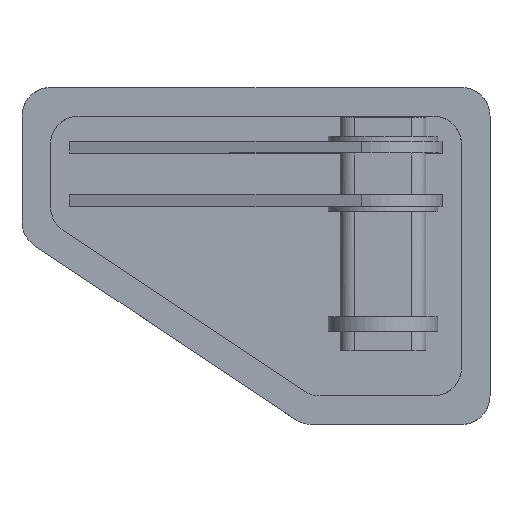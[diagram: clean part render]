
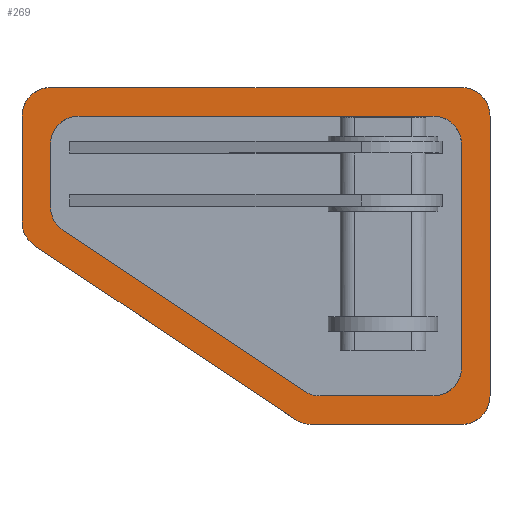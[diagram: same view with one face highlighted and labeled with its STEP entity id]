
A CAD part, top view. The second image highlights one B-rep face of the part: STEP entity #269.
In plain terms, the highlighted free-form (B-spline) face has degree [1, 1] with [2, 2] control points.
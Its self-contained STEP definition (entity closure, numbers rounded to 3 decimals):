
#24 = VERTEX_POINT('',#25);
#25 = CARTESIAN_POINT('',(790.13,560.701,33.3
    ));
#39 = VERTEX_POINT('',#40);
#40 = CARTESIAN_POINT('',(719.49,589.961,
    33.3));
#45 = EDGE_CURVE('',#39,#24,#46,.T.);
#46 = ( BOUNDED_CURVE() B_SPLINE_CURVE(2,(#47,#48,#49),.UNSPECIFIED.,.F.
,.F.) B_SPLINE_CURVE_WITH_KNOTS((3,3),(5.498,6.283),
.PIECEWISE_BEZIER_KNOTS.) CURVE() GEOMETRIC_REPRESENTATION_ITEM() 
RATIONAL_B_SPLINE_CURVE((1.,0.924,1.)) REPRESENTATION_ITEM('') 
  );
#47 = CARTESIAN_POINT('',(719.49,589.961,
    33.3));
#48 = CARTESIAN_POINT('',(760.87,589.961,
    33.3));
#49 = CARTESIAN_POINT('',(790.13,560.701,33.3
    ));
#64 = VERTEX_POINT('',#65);
#65 = CARTESIAN_POINT('',(790.13,-560.701,33.3
    ));
#79 = VERTEX_POINT('',#80);
#80 = CARTESIAN_POINT('',(819.39,-490.061,
    33.3));
#85 = EDGE_CURVE('',#79,#64,#86,.T.);
#86 = ( BOUNDED_CURVE() B_SPLINE_CURVE(2,(#87,#88,#89),.UNSPECIFIED.,.F.
,.F.) B_SPLINE_CURVE_WITH_KNOTS((3,3),(5.498,6.283),
.PIECEWISE_BEZIER_KNOTS.) CURVE() GEOMETRIC_REPRESENTATION_ITEM() 
RATIONAL_B_SPLINE_CURVE((1.,0.924,1.)) REPRESENTATION_ITEM('') 
  );
#87 = CARTESIAN_POINT('',(819.39,-490.061,
    33.3));
#88 = CARTESIAN_POINT('',(819.39,-531.441,
    33.3));
#89 = CARTESIAN_POINT('',(790.13,-560.701,33.3
    ));
#104 = VERTEX_POINT('',#105);
#105 = CARTESIAN_POINT('',(-807.569,71.877,
    33.3));
#119 = VERTEX_POINT('',#120);
#120 = CARTESIAN_POINT('',(-774.904,35.894,
    33.3));
#125 = EDGE_CURVE('',#119,#104,#126,.T.);
#126 = ( BOUNDED_CURVE() B_SPLINE_CURVE(2,(#127,#128,#129),
.UNSPECIFIED.,.F.,.F.) B_SPLINE_CURVE_WITH_KNOTS((3,3),(5.792,
6.283),.PIECEWISE_BEZIER_KNOTS.) CURVE() 
GEOMETRIC_REPRESENTATION_ITEM() RATIONAL_B_SPLINE_CURVE((1.,
0.97,1.)) REPRESENTATION_ITEM('') );
#127 = CARTESIAN_POINT('',(-774.904,35.894,
    33.3));
#128 = CARTESIAN_POINT('',(-795.748,49.79,
    33.3));
#129 = CARTESIAN_POINT('',(-807.569,71.877,
    33.3));
#144 = VERTEX_POINT('',#145);
#145 = CARTESIAN_POINT('',(-790.13,560.701,
    33.3));
#159 = VERTEX_POINT('',#160);
#160 = CARTESIAN_POINT('',(-819.39,490.061,
    33.3));
#165 = EDGE_CURVE('',#159,#144,#166,.T.);
#166 = ( BOUNDED_CURVE() B_SPLINE_CURVE(2,(#167,#168,#169),
.UNSPECIFIED.,.F.,.F.) B_SPLINE_CURVE_WITH_KNOTS((3,3),(5.498,
6.283),.PIECEWISE_BEZIER_KNOTS.) CURVE() 
GEOMETRIC_REPRESENTATION_ITEM() RATIONAL_B_SPLINE_CURVE((1.,
0.924,1.)) REPRESENTATION_ITEM('') );
#167 = CARTESIAN_POINT('',(-819.39,490.061,
    33.3));
#168 = CARTESIAN_POINT('',(-819.39,531.441,
    33.3));
#169 = CARTESIAN_POINT('',(-790.13,560.701,
    33.3));
#184 = VERTEX_POINT('',#185);
#185 = CARTESIAN_POINT('',(165.176,-585.674,
    33.3));
#199 = VERTEX_POINT('',#200);
#200 = CARTESIAN_POINT('',(194.125,-589.961,
    33.3));
#205 = EDGE_CURVE('',#199,#184,#206,.T.);
#206 = ( BOUNDED_CURVE() B_SPLINE_CURVE(2,(#207,#208,#209),
.UNSPECIFIED.,.F.,.F.) B_SPLINE_CURVE_WITH_KNOTS((3,3),(5.989,
6.283),.PIECEWISE_BEZIER_KNOTS.) CURVE() 
GEOMETRIC_REPRESENTATION_ITEM() RATIONAL_B_SPLINE_CURVE((1.,
0.989,1.)) REPRESENTATION_ITEM('') );
#207 = CARTESIAN_POINT('',(194.125,-589.961,
    33.3));
#208 = CARTESIAN_POINT('',(179.333,-589.961,
    33.3));
#209 = CARTESIAN_POINT('',(165.176,-585.674,
    33.3));
#222 = EDGE_CURVE('',#184,#223,#225,.T.);
#223 = VERTEX_POINT('',#224);
#224 = CARTESIAN_POINT('',(138.711,-573.183,
    33.3));
#225 = ( BOUNDED_CURVE() B_SPLINE_CURVE(2,(#226,#227,#228),
.UNSPECIFIED.,.F.,.F.) B_SPLINE_CURVE_WITH_KNOTS((3,3),(
0.,0.294),.PIECEWISE_BEZIER_KNOTS.) CURVE() 
GEOMETRIC_REPRESENTATION_ITEM() RATIONAL_B_SPLINE_CURVE((1.,
0.989,1.)) REPRESENTATION_ITEM('') );
#226 = CARTESIAN_POINT('',(165.176,-585.674,
    33.3));
#227 = CARTESIAN_POINT('',(151.018,-581.388,
    33.3));
#228 = CARTESIAN_POINT('',(138.711,-573.183,
    33.3));
#254 = EDGE_CURVE('',#223,#119,#255,.T.);
#255 = B_SPLINE_CURVE_WITH_KNOTS('',1,(#256,#257),.UNSPECIFIED.,.F.,.F.,
  (2,2),(0.,837.535),.PIECEWISE_BEZIER_KNOTS.);
#256 = CARTESIAN_POINT('',(138.711,-573.183,
    33.3));
#257 = CARTESIAN_POINT('',(-774.904,35.894,
    33.3));
#269 = ADVANCED_FACE('',(#270),#331,.T.);
#270 = FACE_BOUND('',#271,.T.);
#271 = EDGE_LOOP('',(#272,#273,#280,#286,#287,#294,#300,#301,#308,#314,
    #315,#322,#328,#329,#330));
#272 = ORIENTED_EDGE('',*,*,#205,.F.);
#273 = ORIENTED_EDGE('',*,*,#274,.F.);
#274 = EDGE_CURVE('',#275,#199,#277,.T.);
#275 = VERTEX_POINT('',#276);
#276 = CARTESIAN_POINT('',(719.49,-589.961,
    33.3));
#277 = B_SPLINE_CURVE_WITH_KNOTS('',1,(#278,#279),.UNSPECIFIED.,.F.,.F.,
  (2,2),(0.,400.728),.PIECEWISE_BEZIER_KNOTS.);
#278 = CARTESIAN_POINT('',(719.49,-589.961,
    33.3));
#279 = CARTESIAN_POINT('',(194.125,-589.961,
    33.3));
#280 = ORIENTED_EDGE('',*,*,#281,.F.);
#281 = EDGE_CURVE('',#64,#275,#282,.T.);
#282 = ( BOUNDED_CURVE() B_SPLINE_CURVE(2,(#283,#284,#285),
.UNSPECIFIED.,.F.,.F.) B_SPLINE_CURVE_WITH_KNOTS((3,3),(0.,
0.785),.PIECEWISE_BEZIER_KNOTS.) CURVE() 
GEOMETRIC_REPRESENTATION_ITEM() RATIONAL_B_SPLINE_CURVE((1.,
0.924,1.)) REPRESENTATION_ITEM('') );
#283 = CARTESIAN_POINT('',(790.13,-560.701,
    33.3));
#284 = CARTESIAN_POINT('',(760.87,-589.961,
    33.3));
#285 = CARTESIAN_POINT('',(719.49,-589.961,
    33.3));
#286 = ORIENTED_EDGE('',*,*,#85,.F.);
#287 = ORIENTED_EDGE('',*,*,#288,.F.);
#288 = EDGE_CURVE('',#289,#79,#291,.T.);
#289 = VERTEX_POINT('',#290);
#290 = CARTESIAN_POINT('',(819.39,490.061,
    33.3));
#291 = B_SPLINE_CURVE_WITH_KNOTS('',1,(#292,#293),.UNSPECIFIED.,.F.,.F.,
  (2,2),(0.,747.6),.PIECEWISE_BEZIER_KNOTS.);
#292 = CARTESIAN_POINT('',(819.39,490.061,
    33.3));
#293 = CARTESIAN_POINT('',(819.39,-490.061,
    33.3));
#294 = ORIENTED_EDGE('',*,*,#295,.F.);
#295 = EDGE_CURVE('',#24,#289,#296,.T.);
#296 = ( BOUNDED_CURVE() B_SPLINE_CURVE(2,(#297,#298,#299),
.UNSPECIFIED.,.F.,.F.) B_SPLINE_CURVE_WITH_KNOTS((3,3),(0.,
0.785),.PIECEWISE_BEZIER_KNOTS.) CURVE() 
GEOMETRIC_REPRESENTATION_ITEM() RATIONAL_B_SPLINE_CURVE((1.,
0.924,1.)) REPRESENTATION_ITEM('') );
#297 = CARTESIAN_POINT('',(790.13,560.701,
    33.3));
#298 = CARTESIAN_POINT('',(819.39,531.441,
    33.3));
#299 = CARTESIAN_POINT('',(819.39,490.061,
    33.3));
#300 = ORIENTED_EDGE('',*,*,#45,.F.);
#301 = ORIENTED_EDGE('',*,*,#302,.F.);
#302 = EDGE_CURVE('',#303,#39,#305,.T.);
#303 = VERTEX_POINT('',#304);
#304 = CARTESIAN_POINT('',(-719.49,589.961,
    33.3));
#305 = B_SPLINE_CURVE_WITH_KNOTS('',1,(#306,#307),.UNSPECIFIED.,.F.,.F.,
  (2,2),(0.,1097.6),.PIECEWISE_BEZIER_KNOTS.);
#306 = CARTESIAN_POINT('',(-719.49,589.961,
    33.3));
#307 = CARTESIAN_POINT('',(719.49,589.961,
    33.3));
#308 = ORIENTED_EDGE('',*,*,#309,.F.);
#309 = EDGE_CURVE('',#144,#303,#310,.T.);
#310 = ( BOUNDED_CURVE() B_SPLINE_CURVE(2,(#311,#312,#313),
.UNSPECIFIED.,.F.,.F.) B_SPLINE_CURVE_WITH_KNOTS((3,3),(0.,
0.785),.PIECEWISE_BEZIER_KNOTS.) CURVE() 
GEOMETRIC_REPRESENTATION_ITEM() RATIONAL_B_SPLINE_CURVE((1.,
0.924,1.)) REPRESENTATION_ITEM('') );
#311 = CARTESIAN_POINT('',(-790.13,560.701,
    33.3));
#312 = CARTESIAN_POINT('',(-760.87,589.961,
    33.3));
#313 = CARTESIAN_POINT('',(-719.49,589.961,
    33.3));
#314 = ORIENTED_EDGE('',*,*,#165,.F.);
#315 = ORIENTED_EDGE('',*,*,#316,.F.);
#316 = EDGE_CURVE('',#317,#159,#319,.T.);
#317 = VERTEX_POINT('',#318);
#318 = CARTESIAN_POINT('',(-819.39,119.016,
    33.3));
#319 = B_SPLINE_CURVE_WITH_KNOTS('',1,(#320,#321),.UNSPECIFIED.,.F.,.F.,
  (2,2),(0.,283.019),.PIECEWISE_BEZIER_KNOTS.);
#320 = CARTESIAN_POINT('',(-819.39,119.016,
    33.3));
#321 = CARTESIAN_POINT('',(-819.39,490.061,
    33.3));
#322 = ORIENTED_EDGE('',*,*,#323,.F.);
#323 = EDGE_CURVE('',#104,#317,#324,.T.);
#324 = ( BOUNDED_CURVE() B_SPLINE_CURVE(2,(#325,#326,#327),
.UNSPECIFIED.,.F.,.F.) B_SPLINE_CURVE_WITH_KNOTS((3,3),(0.,
0.491),.PIECEWISE_BEZIER_KNOTS.) CURVE() 
GEOMETRIC_REPRESENTATION_ITEM() RATIONAL_B_SPLINE_CURVE((1.,
0.97,1.)) REPRESENTATION_ITEM('') );
#325 = CARTESIAN_POINT('',(-807.569,71.877,
    33.3));
#326 = CARTESIAN_POINT('',(-819.39,93.965,
    33.3));
#327 = CARTESIAN_POINT('',(-819.39,119.016,
    33.3));
#328 = ORIENTED_EDGE('',*,*,#125,.F.);
#329 = ORIENTED_EDGE('',*,*,#254,.F.);
#330 = ORIENTED_EDGE('',*,*,#222,.F.);
#331 = B_SPLINE_SURFACE_WITH_KNOTS('',1,1,(
    (#332,#333)
    ,(#334,#335
    )),.UNSPECIFIED.,.F.,.F.,.F.,(2,2),(2,2),(-625.,625.),(-450.,450.),
  .PIECEWISE_BEZIER_KNOTS.);
#332 = CARTESIAN_POINT('',(-819.39,-589.961,
    33.3));
#333 = CARTESIAN_POINT('',(-819.39,589.961,
    33.3));
#334 = CARTESIAN_POINT('',(819.39,-589.961,
    33.3));
#335 = CARTESIAN_POINT('',(819.39,589.961,
    33.3));
